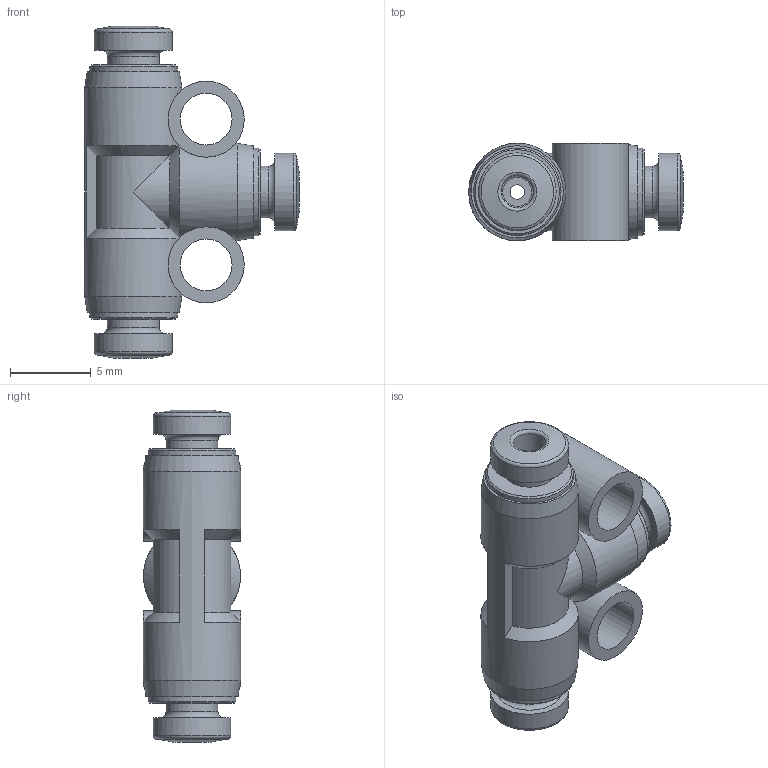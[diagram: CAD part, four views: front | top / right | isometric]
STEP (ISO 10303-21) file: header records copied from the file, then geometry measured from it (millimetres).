
FILE_DESCRIPTION(/* description */ ('STEP AP214'),/* implementation_level */ '2;1');
FILE_NAME(/* name */ '133034_QSMT-2',/* time_stamp */ '2024-09-14T13:38:58+02:00',/* author */ ('License CC BY-ND 4.0'),/* organization */ ('CADENAS'),/* preprocessor_version */ 'ST-DEVELOPER v19.3',/* originating_system */ 'PARTsolutions',/* authorisation */ ' ');
FILE_SCHEMA (('AUTOMOTIVE_DESIGN {1 0 10303 214 3 1 1}'));
Length unit declared in the file: millimetre
Products named in the file (1): 133034 QSMT-2
Bounding box: 13.25 x 6 x 20.5 mm (x, y, z)
Volume: 650 mm3; surface area: 987.4 mm2
Topology: 1 solids, 1 shells, 69 faces, 144 edges, 88 vertices
Faces by surface type: cylinder 24, plane 18, cone 15, torus 12
Full cylindrical faces by diameter (mm): 0.9 x2, 2 x3, 3.2 x5, 4.7 x2, 4.8 x3, 5.4 x3, 6 x2
Entity records: 2174 total; most frequent: CARTESIAN_POINT 348, DIRECTION 292, ORIENTED_EDGE 196, AXIS2_PLACEMENT_3D 144, EDGE_LOOP 130, FACE_BOUND 130, EDGE_CURVE 98, VERTEX_POINT 84
